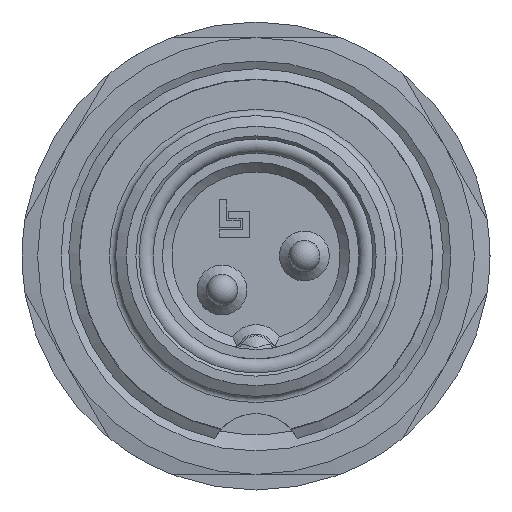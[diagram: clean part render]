
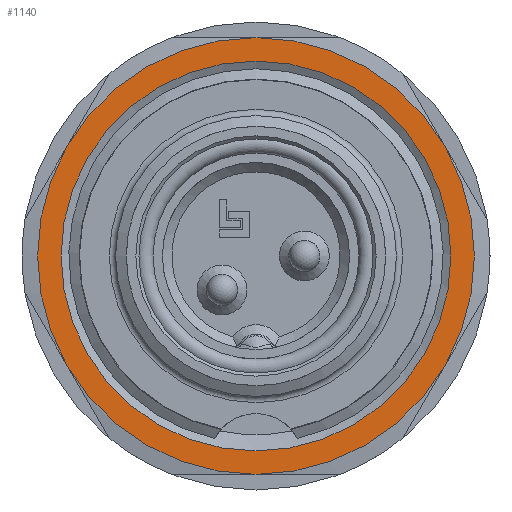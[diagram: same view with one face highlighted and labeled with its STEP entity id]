
A CAD part, left-side view. The second image highlights one B-rep face of the part: STEP entity #1140.
In plain terms, the highlighted planar face has unit normal (-1, 0, 0).
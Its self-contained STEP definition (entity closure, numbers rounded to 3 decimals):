
#441=PLANE('',#3876);
#1140=ADVANCED_FACE('',(#1319,#1320),#441,.T.);
#1319=FACE_BOUND('',#1558,.T.);
#1320=FACE_BOUND('',#1559,.T.);
#1558=EDGE_LOOP('',(#2446));
#1559=EDGE_LOOP('',(#2447,#2448,#2449,#2450,#2451,#2452));
#2446=ORIENTED_EDGE('',*,*,#3302,.T.);
#2447=ORIENTED_EDGE('',*,*,#3352,.T.);
#2448=ORIENTED_EDGE('',*,*,#3353,.T.);
#2449=ORIENTED_EDGE('',*,*,#3354,.T.);
#2450=ORIENTED_EDGE('',*,*,#3355,.T.);
#2451=ORIENTED_EDGE('',*,*,#3356,.T.);
#2452=ORIENTED_EDGE('',*,*,#3357,.T.);
#2848=VERTEX_POINT('',#6294);
#2875=VERTEX_POINT('',#6366);
#2877=VERTEX_POINT('',#6385);
#2879=VERTEX_POINT('',#6404);
#2881=VERTEX_POINT('',#6423);
#2883=VERTEX_POINT('',#6442);
#2885=VERTEX_POINT('',#6461);
#3302=EDGE_CURVE('',#2848,#2848,#3518,.T.);
#3352=EDGE_CURVE('',#2875,#2877,#3532,.T.);
#3353=EDGE_CURVE('',#2877,#2879,#3533,.T.);
#3354=EDGE_CURVE('',#2879,#2881,#3534,.T.);
#3355=EDGE_CURVE('',#2881,#2883,#3535,.T.);
#3356=EDGE_CURVE('',#2883,#2885,#3536,.T.);
#3357=EDGE_CURVE('',#2885,#2875,#3537,.T.);
#3518=CIRCLE('',#3842,6.249);
#3532=CIRCLE('',#3870,7.);
#3533=CIRCLE('',#3871,7.);
#3534=CIRCLE('',#3872,7.);
#3535=CIRCLE('',#3873,7.);
#3536=CIRCLE('',#3874,7.);
#3537=CIRCLE('',#3875,7.);
#3842=AXIS2_PLACEMENT_3D('',#6293,#4726,#4727);
#3870=AXIS2_PLACEMENT_3D('',#6467,#4794,#4795);
#3871=AXIS2_PLACEMENT_3D('',#6468,#4796,#4797);
#3872=AXIS2_PLACEMENT_3D('',#6469,#4798,#4799);
#3873=AXIS2_PLACEMENT_3D('',#6470,#4800,#4801);
#3874=AXIS2_PLACEMENT_3D('',#6471,#4802,#4803);
#3875=AXIS2_PLACEMENT_3D('',#6472,#4804,#4805);
#3876=AXIS2_PLACEMENT_3D('',#6473,#4806,#4807);
#4726=DIRECTION('',(1.,0.,0.));
#4727=DIRECTION('',(0.,0.,1.));
#4794=DIRECTION('',(-1.,0.,0.));
#4795=DIRECTION('',(0.,0.,1.));
#4796=DIRECTION('',(-1.,0.,0.));
#4797=DIRECTION('',(0.,0.,1.));
#4798=DIRECTION('',(-1.,0.,0.));
#4799=DIRECTION('',(0.,0.,1.));
#4800=DIRECTION('',(-1.,0.,0.));
#4801=DIRECTION('',(0.,0.,1.));
#4802=DIRECTION('',(-1.,0.,0.));
#4803=DIRECTION('',(0.,0.,1.));
#4804=DIRECTION('',(-1.,0.,0.));
#4805=DIRECTION('',(0.,0.,1.));
#4806=DIRECTION('',(-1.,0.,0.));
#4807=DIRECTION('',(0.,0.,1.));
#6293=CARTESIAN_POINT('',(9.5,0.,0.));
#6294=CARTESIAN_POINT('',(9.5,0.,6.249));
#6366=CARTESIAN_POINT('',(9.5,6.062,3.5));
#6385=CARTESIAN_POINT('',(9.5,6.062,-3.5));
#6404=CARTESIAN_POINT('',(9.5,0.,-7.));
#6423=CARTESIAN_POINT('',(9.5,-6.062,-3.5));
#6442=CARTESIAN_POINT('',(9.5,-6.062,3.5));
#6461=CARTESIAN_POINT('',(9.5,0.,7.));
#6467=CARTESIAN_POINT('',(9.5,0.,0.));
#6468=CARTESIAN_POINT('',(9.5,0.,0.));
#6469=CARTESIAN_POINT('',(9.5,0.,0.));
#6470=CARTESIAN_POINT('',(9.5,0.,0.));
#6471=CARTESIAN_POINT('',(9.5,0.,0.));
#6472=CARTESIAN_POINT('',(9.5,0.,0.));
#6473=CARTESIAN_POINT('',(9.5,0.,0.));
